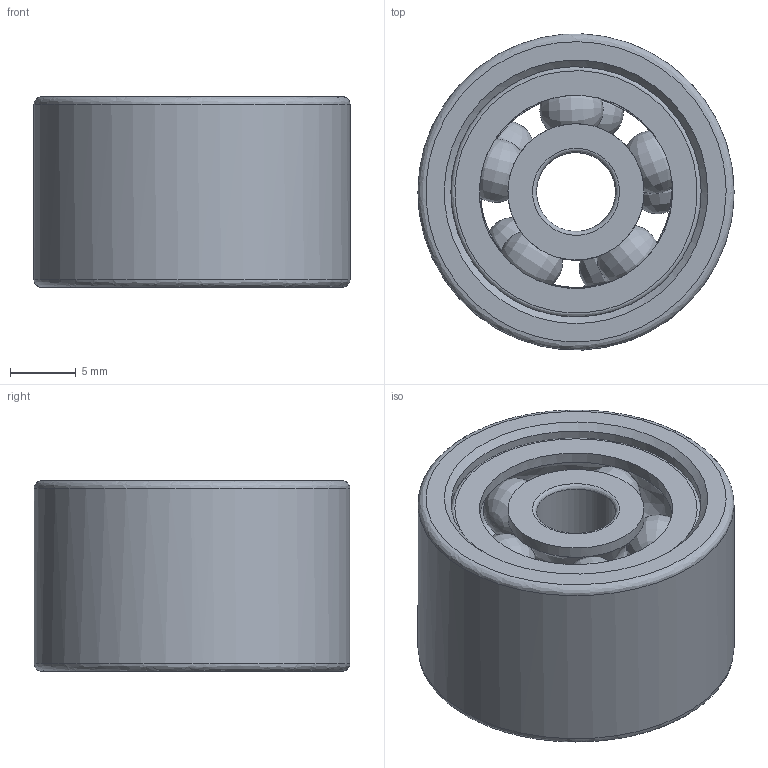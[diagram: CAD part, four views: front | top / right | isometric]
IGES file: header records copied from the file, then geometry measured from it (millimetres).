
Global section: file name: SZ2210S_A; native system: Autodesk Inventor 2015; preprocessor: unknown; author: Behrens; date: 20151118.152359; units: millimetre
Bounding box: 24 x 23.98 x 14.5 mm (x, y, z)
Volume: 4466.1 mm3; surface area: 5848.2 mm2
Topology: 15 solids, 15 shells, 72 faces, 207 edges, 147 vertices
Faces by surface type: bspline 72
